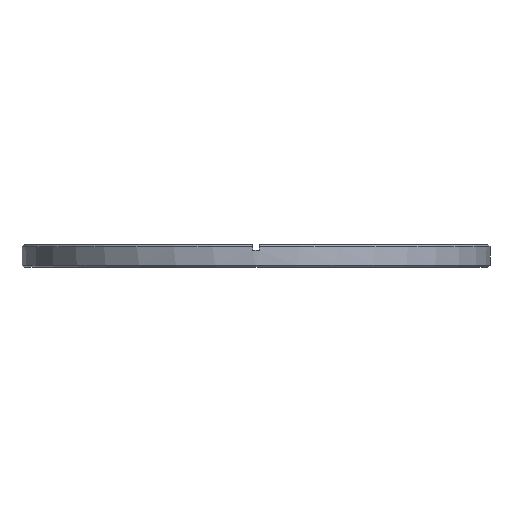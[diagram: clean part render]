
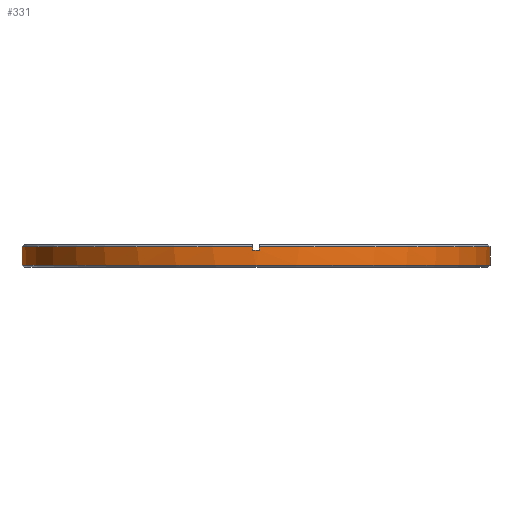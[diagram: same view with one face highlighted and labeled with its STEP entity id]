
A CAD part, front view. The second image highlights one B-rep face of the part: STEP entity #331.
In plain terms, the highlighted cylindrical face has radius 25.845 mm (diameter 51.689 mm), a partial arc.
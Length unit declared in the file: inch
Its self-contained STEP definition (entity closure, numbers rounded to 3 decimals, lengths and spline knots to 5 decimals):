
#6 = LINE ( 'NONE', #659, #423 ) ;
#9 = FACE_OUTER_BOUND ( 'NONE', #64, .T. ) ;
#56 = CYLINDRICAL_SURFACE ( 'NONE', #419, 1.0175 ) ;
#63 = VERTEX_POINT ( 'NONE', #499 ) ;
#64 = EDGE_LOOP ( 'NONE', ( #186, #235, #100, #159, #102, #160, #192, #230 ) ) ;
#75 = VERTEX_POINT ( 'NONE', #504 ) ;
#79 = VERTEX_POINT ( 'NONE', #461 ) ;
#100 = ORIENTED_EDGE ( 'NONE', *, *, #296, .T. ) ;
#102 = ORIENTED_EDGE ( 'NONE', *, *, #318, .T. ) ;
#114 = VERTEX_POINT ( 'NONE', #506 ) ;
#117 = VERTEX_POINT ( 'NONE', #465 ) ;
#121 = VERTEX_POINT ( 'NONE', #467 ) ;
#125 = VERTEX_POINT ( 'NONE', #501 ) ;
#143 = LINE ( 'NONE', #593, #409 ) ;
#159 = ORIENTED_EDGE ( 'NONE', *, *, #300, .F. ) ;
#160 = ORIENTED_EDGE ( 'NONE', *, *, #321, .T. ) ;
#186 = ORIENTED_EDGE ( 'NONE', *, *, #323, .F. ) ;
#192 = ORIENTED_EDGE ( 'NONE', *, *, #317, .T. ) ;
#228 = VERTEX_POINT ( 'NONE', #471 ) ;
#230 = ORIENTED_EDGE ( 'NONE', *, *, #307, .T. ) ;
#235 = ORIENTED_EDGE ( 'NONE', *, *, #310, .T. ) ;
#245 = LINE ( 'NONE', #597, #405 ) ;
#247 = LINE ( 'NONE', #591, #399 ) ;
#296 = EDGE_CURVE ( 'NONE', #114, #117, #245, .T. ) ;
#300 = EDGE_CURVE ( 'NONE', #125, #117, #403, .T. ) ;
#307 = EDGE_CURVE ( 'NONE', #79, #75, #445, .T. ) ;
#310 = EDGE_CURVE ( 'NONE', #63, #114, #444, .T. ) ;
#317 = EDGE_CURVE ( 'NONE', #228, #79, #247, .T. ) ;
#318 = EDGE_CURVE ( 'NONE', #125, #121, #143, .T. ) ;
#321 = EDGE_CURVE ( 'NONE', #121, #228, #407, .T. ) ;
#323 = EDGE_CURVE ( 'NONE', #63, #75, #6, .T. ) ;
#331 = ADVANCED_FACE ( 'NONE', ( #9 ), #56, .T. ) ;
#366 = AXIS2_PLACEMENT_3D ( 'NONE', #537, #536, #535 ) ;
#371 = AXIS2_PLACEMENT_3D ( 'NONE', #544, #543, #542 ) ;
#399 = VECTOR ( 'NONE', #592, 39.37008 ) ;
#403 = CIRCLE ( 'NONE', #449, 1.0175 ) ;
#405 = VECTOR ( 'NONE', #551, 39.37008 ) ;
#407 = CIRCLE ( 'NONE', #414, 1.0175 ) ;
#409 = VECTOR ( 'NONE', #636, 39.37008 ) ;
#414 = AXIS2_PLACEMENT_3D ( 'NONE', #631, #630, #629 ) ;
#419 = AXIS2_PLACEMENT_3D ( 'NONE', #567, #641, #568 ) ;
#423 = VECTOR ( 'NONE', #658, 39.37008 ) ;
#444 = CIRCLE ( 'NONE', #366, 1.0175 ) ;
#445 = CIRCLE ( 'NONE', #371, 1.0175 ) ;
#449 = AXIS2_PLACEMENT_3D ( 'NONE', #585, #559, #618 ) ;
#461 = CARTESIAN_POINT ( 'NONE',  ( -4.6951, -0.00982, 1.90729 ) ) ;
#465 = CARTESIAN_POINT ( 'NONE',  ( -3.6626, -1.02721, 1.97229 ) ) ;
#467 = CARTESIAN_POINT ( 'NONE',  ( -3.6926, -1.02721, 1.98729 ) ) ;
#471 = CARTESIAN_POINT ( 'NONE',  ( -4.6951, -0.00982, 1.98729 ) ) ;
#499 = CARTESIAN_POINT ( 'NONE',  ( -2.6601, -0.00982, 1.98729 ) ) ;
#501 = CARTESIAN_POINT ( 'NONE',  ( -3.6926, -1.02721, 1.97229 ) ) ;
#504 = CARTESIAN_POINT ( 'NONE',  ( -2.6601, -0.00982, 1.90729 ) ) ;
#506 = CARTESIAN_POINT ( 'NONE',  ( -3.6626, -1.02721, 1.98729 ) ) ;
#535 = DIRECTION ( 'NONE',  ( 1., 0., 0. ) ) ;
#536 = DIRECTION ( 'NONE',  ( 0., 0., -1. ) ) ;
#537 = CARTESIAN_POINT ( 'NONE',  ( -3.6776, -0.00982, 1.98729 ) ) ;
#542 = DIRECTION ( 'NONE',  ( 1., 0., 0. ) ) ;
#543 = DIRECTION ( 'NONE',  ( 0., 0., 1. ) ) ;
#544 = CARTESIAN_POINT ( 'NONE',  ( -3.6776, -0.00982, 1.90729 ) ) ;
#551 = DIRECTION ( 'NONE',  ( 0., 0., -1. ) ) ;
#559 = DIRECTION ( 'NONE',  ( 0., 0., 1. ) ) ;
#567 = CARTESIAN_POINT ( 'NONE',  ( -3.6776, -0.00982, 1.99729 ) ) ;
#568 = DIRECTION ( 'NONE',  ( -1., 0., 0. ) ) ;
#585 = CARTESIAN_POINT ( 'NONE',  ( -3.6776, -0.00982, 1.97229 ) ) ;
#591 = CARTESIAN_POINT ( 'NONE',  ( -4.6951, -0.00982, 1.99729 ) ) ;
#592 = DIRECTION ( 'NONE',  ( 0., 0., -1. ) ) ;
#593 = CARTESIAN_POINT ( 'NONE',  ( -3.6926, -1.02721, 1.99729 ) ) ;
#597 = CARTESIAN_POINT ( 'NONE',  ( -3.6626, -1.02721, 1.99729 ) ) ;
#618 = DIRECTION ( 'NONE',  ( 1., 0., 0. ) ) ;
#629 = DIRECTION ( 'NONE',  ( 1., 0., 0. ) ) ;
#630 = DIRECTION ( 'NONE',  ( 0., 0., -1. ) ) ;
#631 = CARTESIAN_POINT ( 'NONE',  ( -3.6776, -0.00982, 1.98729 ) ) ;
#636 = DIRECTION ( 'NONE',  ( 0., 0., 1. ) ) ;
#641 = DIRECTION ( 'NONE',  ( 0., 0., -1. ) ) ;
#658 = DIRECTION ( 'NONE',  ( 0., 0., -1. ) ) ;
#659 = CARTESIAN_POINT ( 'NONE',  ( -2.6601, -0.00982, 1.99729 ) ) ;
